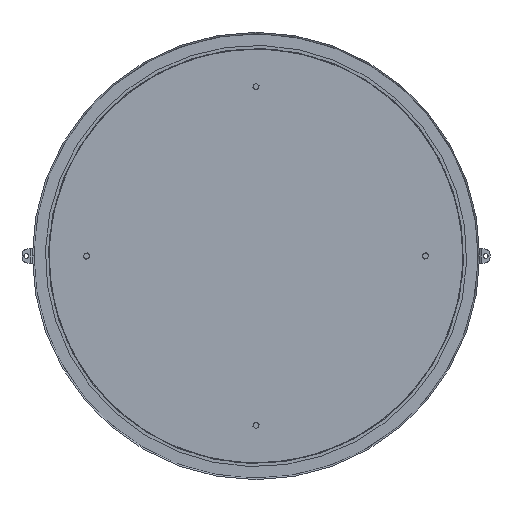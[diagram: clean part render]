
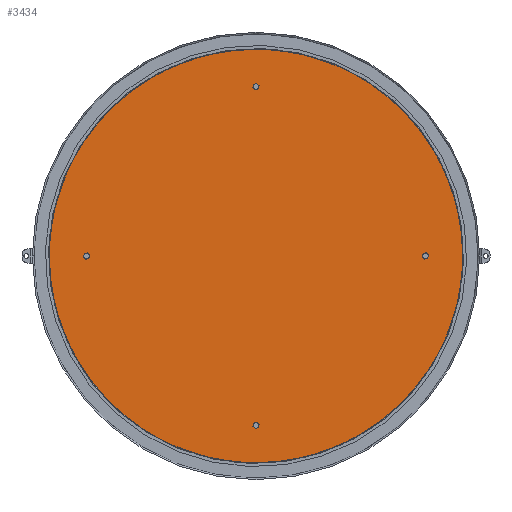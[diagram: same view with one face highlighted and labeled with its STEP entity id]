
A CAD part, front view. The second image highlights one B-rep face of the part: STEP entity #3434.
In plain terms, the highlighted face is planar.
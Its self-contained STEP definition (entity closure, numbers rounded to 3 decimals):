
#379=PLANE('',#3954);
#565=FACE_OUTER_BOUND('',#878,.T.);
#878=EDGE_LOOP('',(#2689));
#1517=CIRCLE('',#3952,295.);
#1744=VERTEX_POINT('',#5853);
#2074=EDGE_CURVE('',#1744,#1744,#1517,.T.);
#2689=ORIENTED_EDGE('',*,*,#2074,.T.);
#3434=ADVANCED_FACE('',(#565),#379,.T.);
#3952=AXIS2_PLACEMENT_3D('',#5854,#4754,#4755);
#3954=AXIS2_PLACEMENT_3D('',#5856,#4758,#4759);
#4754=DIRECTION('center_axis',(0.,0.,-1.));
#4755=DIRECTION('ref_axis',(-1.,0.,0.));
#4758=DIRECTION('center_axis',(0.,0.,-1.));
#4759=DIRECTION('ref_axis',(-1.,0.,0.));
#5853=CARTESIAN_POINT('',(295.,0.,0.));
#5854=CARTESIAN_POINT('Origin',(0.,0.,0.));
#5856=CARTESIAN_POINT('Origin',(0.,0.,0.));
